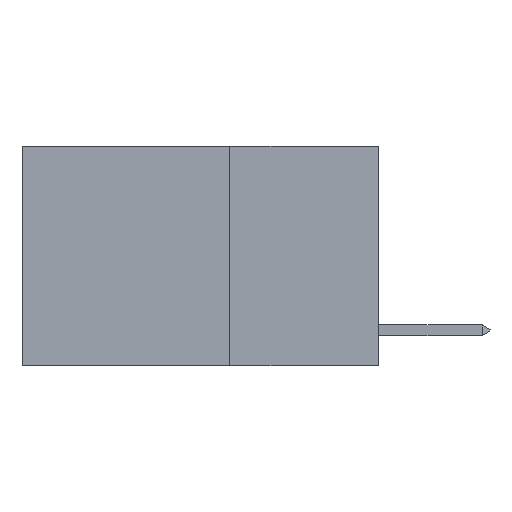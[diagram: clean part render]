
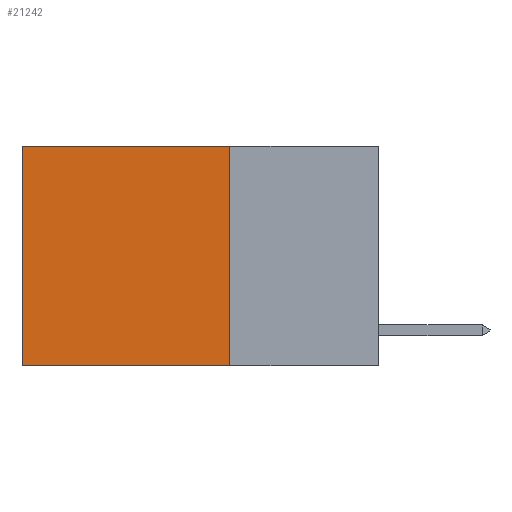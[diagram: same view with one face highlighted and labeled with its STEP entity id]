
A CAD part, left-side view. The second image highlights one B-rep face of the part: STEP entity #21242.
In plain terms, the highlighted planar face has unit normal (-1, 0, 0).
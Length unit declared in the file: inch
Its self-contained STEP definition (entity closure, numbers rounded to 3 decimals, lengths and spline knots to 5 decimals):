
#538 = PLANE ( 'NONE',  #4807 ) ;
#1786 = DIRECTION ( 'NONE',  ( 0., 1., 0. ) ) ;
#3424 = DIRECTION ( 'NONE',  ( 0., 0., -1. ) ) ;
#3817 = VECTOR ( 'NONE', #25641, 39.37008 ) ;
#4337 = LINE ( 'NONE', #22838, #3817 ) ;
#4807 = AXIS2_PLACEMENT_3D ( 'NONE', #29030, #7714, #29182 ) ;
#5322 = ORIENTED_EDGE ( 'NONE', *, *, #23738, .F. ) ;
#5777 = LINE ( 'NONE', #15241, #13351 ) ;
#6491 = VERTEX_POINT ( 'NONE', #14478 ) ;
#7714 = DIRECTION ( 'NONE',  ( 1., 0., 0. ) ) ;
#8057 = DIRECTION ( 'NONE',  ( 0., 1., 0. ) ) ;
#10657 = LINE ( 'NONE', #23115, #19294 ) ;
#11704 = CARTESIAN_POINT ( 'NONE',  ( 0.2625, 0.6, 0. ) ) ;
#12125 = VERTEX_POINT ( 'NONE', #11704 ) ;
#13351 = VECTOR ( 'NONE', #3424, 39.37008 ) ;
#13353 = CARTESIAN_POINT ( 'NONE',  ( 0.2625, 0.25, 0. ) ) ;
#14478 = CARTESIAN_POINT ( 'NONE',  ( 0.2625, 0.6, -0.37 ) ) ;
#14846 = EDGE_CURVE ( 'NONE', #12125, #6491, #5777, .T. ) ;
#15211 = EDGE_CURVE ( 'NONE', #23133, #6491, #10657, .T. ) ;
#15241 = CARTESIAN_POINT ( 'NONE',  ( 0.2625, 0.6, 0. ) ) ;
#16601 = EDGE_CURVE ( 'NONE', #29732, #12125, #29689, .T. ) ;
#17342 = FACE_OUTER_BOUND ( 'NONE', #24828, .T. ) ;
#19294 = VECTOR ( 'NONE', #1786, 39.37008 ) ;
#21242 = ADVANCED_FACE ( 'NONE', ( #17342 ), #538, .F. ) ;
#21536 = CARTESIAN_POINT ( 'NONE',  ( 0.2625, 0.25, -0.37 ) ) ;
#22033 = ORIENTED_EDGE ( 'NONE', *, *, #16601, .T. ) ;
#22232 = VECTOR ( 'NONE', #8057, 39.37008 ) ;
#22838 = CARTESIAN_POINT ( 'NONE',  ( 0.2625, 0.25, 0. ) ) ;
#23115 = CARTESIAN_POINT ( 'NONE',  ( 0.2625, 0.25, -0.37 ) ) ;
#23133 = VERTEX_POINT ( 'NONE', #21536 ) ;
#23738 = EDGE_CURVE ( 'NONE', #29732, #23133, #4337, .T. ) ;
#24697 = ORIENTED_EDGE ( 'NONE', *, *, #14846, .T. ) ;
#24828 = EDGE_LOOP ( 'NONE', ( #24697, #26900, #5322, #22033 ) ) ;
#25641 = DIRECTION ( 'NONE',  ( 0., 0., -1. ) ) ;
#26350 = CARTESIAN_POINT ( 'NONE',  ( 0.2625, 0.25, 0. ) ) ;
#26900 = ORIENTED_EDGE ( 'NONE', *, *, #15211, .F. ) ;
#29030 = CARTESIAN_POINT ( 'NONE',  ( 0.2625, 0.25, 0. ) ) ;
#29182 = DIRECTION ( 'NONE',  ( 0., 0., -1. ) ) ;
#29689 = LINE ( 'NONE', #13353, #22232 ) ;
#29732 = VERTEX_POINT ( 'NONE', #26350 ) ;
